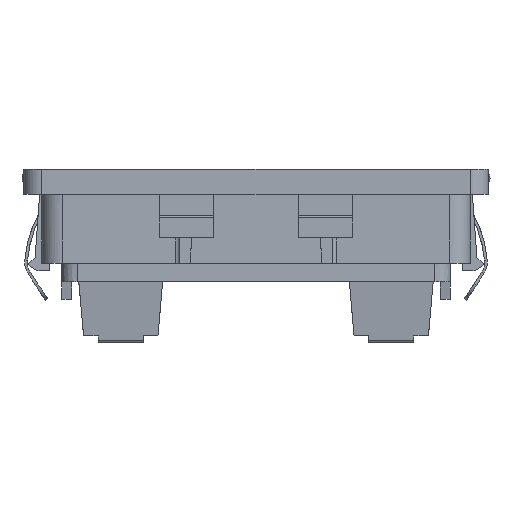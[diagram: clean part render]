
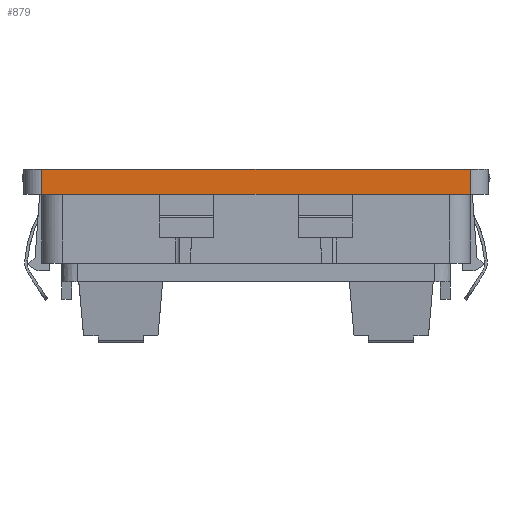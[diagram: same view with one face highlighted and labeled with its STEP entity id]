
A CAD part, front view. The second image highlights one B-rep face of the part: STEP entity #879.
In plain terms, the highlighted planar face has unit normal (0, -1, 0).
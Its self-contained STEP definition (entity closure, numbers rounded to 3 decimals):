
#852=AXIS2_PLACEMENT_3D('Plane Axis2P3D',#849,#850,#851) ;
#827=CARTESIAN_POINT('Vertex',(2.2,1.25,16.477)) ;
#830=CARTESIAN_POINT('Line Origine',(2.2,1.25,17.877)) ;
#834=CARTESIAN_POINT('Vertex',(2.2,1.25,19.277)) ;
#849=CARTESIAN_POINT('Axis2P3D Location',(49.7,1.25,19.277)) ;
#854=CARTESIAN_POINT('Line Origine',(25.95,1.25,16.477)) ;
#858=CARTESIAN_POINT('Vertex',(49.7,1.25,16.477)) ;
#861=CARTESIAN_POINT('Line Origine',(49.7,1.25,17.877)) ;
#865=CARTESIAN_POINT('Vertex',(49.7,1.25,19.277)) ;
#868=CARTESIAN_POINT('Line Origine',(25.95,1.25,19.277)) ;
#831=DIRECTION('Vector Direction',(0.,0.,1.)) ;
#850=DIRECTION('Axis2P3D Direction',(-0.,-1.,-0.)) ;
#851=DIRECTION('Axis2P3D XDirection',(-1.,0.,0.)) ;
#855=DIRECTION('Vector Direction',(-1.,0.,0.)) ;
#862=DIRECTION('Vector Direction',(0.,0.,-1.)) ;
#869=DIRECTION('Vector Direction',(-1.,0.,0.)) ;
#832=VECTOR('Line Direction',#831,1.) ;
#856=VECTOR('Line Direction',#855,1.) ;
#863=VECTOR('Line Direction',#862,1.) ;
#870=VECTOR('Line Direction',#869,1.) ;
#874=ORIENTED_EDGE('',*,*,#860,.T.) ;
#875=ORIENTED_EDGE('',*,*,#867,.F.) ;
#876=ORIENTED_EDGE('',*,*,#872,.F.) ;
#877=ORIENTED_EDGE('',*,*,#836,.T.) ;
#879=ADVANCED_FACE('57228_IE-FC-SP-PWS_2D9.1\\57218 AFPL PWB 2ST FC.1\\ZUSAMMENBAU',(#878),#853,.T.) ;
#836=EDGE_CURVE('',#835,#828,#833,.F.) ;
#860=EDGE_CURVE('',#828,#859,#857,.F.) ;
#867=EDGE_CURVE('',#866,#859,#864,.T.) ;
#872=EDGE_CURVE('',#835,#866,#871,.F.) ;
#873=EDGE_LOOP('',(#874,#875,#876,#877)) ;
#878=FACE_OUTER_BOUND('',#873,.T.) ;
#833=LINE('Line',#830,#832) ;
#857=LINE('Line',#854,#856) ;
#864=LINE('Line',#861,#863) ;
#871=LINE('Line',#868,#870) ;
#853=PLANE('',#852) ;
#828=VERTEX_POINT('',#827) ;
#835=VERTEX_POINT('',#834) ;
#859=VERTEX_POINT('',#858) ;
#866=VERTEX_POINT('',#865) ;
